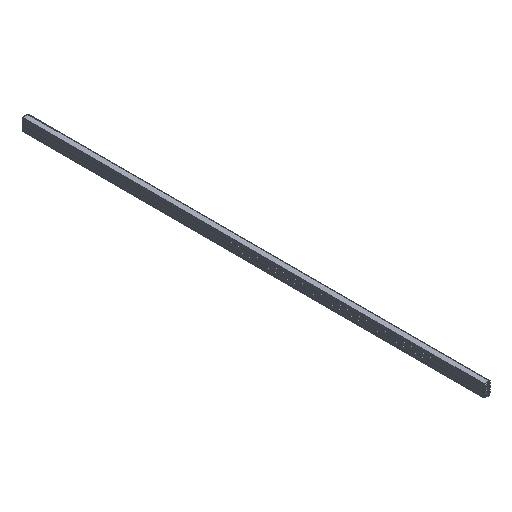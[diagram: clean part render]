
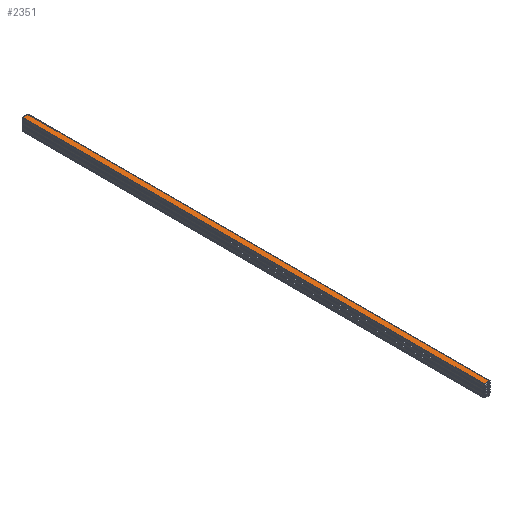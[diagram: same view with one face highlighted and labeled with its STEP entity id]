
A CAD part, isometric view. The second image highlights one B-rep face of the part: STEP entity #2351.
In plain terms, the highlighted planar face has unit normal (0, 0, 1).
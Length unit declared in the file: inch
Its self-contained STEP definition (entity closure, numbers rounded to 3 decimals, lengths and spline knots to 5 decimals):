
#238 = VECTOR ( 'NONE', #2990, 39.37008 ) ;
#293 = EDGE_CURVE ( 'NONE', #3136, #986, #1364, .T. ) ;
#368 = EDGE_CURVE ( 'NONE', #3681, #3136, #2459, .T. ) ;
#986 = VERTEX_POINT ( 'NONE', #3041 ) ;
#989 = ORIENTED_EDGE ( 'NONE', *, *, #3272, .F. ) ;
#1102 = PLANE ( 'NONE',  #2201 ) ;
#1138 = CARTESIAN_POINT ( 'NONE',  ( -0.93, 0., 0. ) ) ;
#1364 = LINE ( 'NONE', #1138, #3477 ) ;
#1384 = DIRECTION ( 'NONE',  ( 0., 0., -1. ) ) ;
#1432 = VECTOR ( 'NONE', #2273, 39.37008 ) ;
#1547 = DIRECTION ( 'NONE',  ( 1., 0., 0. ) ) ;
#1555 = ORIENTED_EDGE ( 'NONE', *, *, #368, .T. ) ;
#1731 = CARTESIAN_POINT ( 'NONE',  ( -0.07, 72., 0. ) ) ;
#1905 = CARTESIAN_POINT ( 'NONE',  ( -0.93, 72., 0. ) ) ;
#1979 = CARTESIAN_POINT ( 'NONE',  ( -0.93, 0., 0. ) ) ;
#1998 = DIRECTION ( 'NONE',  ( 1., 0., 0. ) ) ;
#2004 = ORIENTED_EDGE ( 'NONE', *, *, #293, .T. ) ;
#2201 = AXIS2_PLACEMENT_3D ( 'NONE', #2253, #1384, #3121 ) ;
#2253 = CARTESIAN_POINT ( 'NONE',  ( -0.93, 72., 0. ) ) ;
#2273 = DIRECTION ( 'NONE',  ( 0., -1., 0. ) ) ;
#2351 = ADVANCED_FACE ( 'NONE', ( #2495 ), #1102, .F. ) ;
#2459 = LINE ( 'NONE', #3567, #238 ) ;
#2495 = FACE_OUTER_BOUND ( 'NONE', #2593, .T. ) ;
#2593 = EDGE_LOOP ( 'NONE', ( #2004, #989, #3042, #1555 ) ) ;
#2620 = EDGE_CURVE ( 'NONE', #3681, #3722, #3508, .T. ) ;
#2990 = DIRECTION ( 'NONE',  ( 0., -1., 0. ) ) ;
#2992 = CARTESIAN_POINT ( 'NONE',  ( -0.93, 72., 0. ) ) ;
#3041 = CARTESIAN_POINT ( 'NONE',  ( -0.07, 0., 0. ) ) ;
#3042 = ORIENTED_EDGE ( 'NONE', *, *, #2620, .F. ) ;
#3071 = CARTESIAN_POINT ( 'NONE',  ( -0.07, 72., 0. ) ) ;
#3121 = DIRECTION ( 'NONE',  ( -1., 0., 0. ) ) ;
#3136 = VERTEX_POINT ( 'NONE', #1979 ) ;
#3272 = EDGE_CURVE ( 'NONE', #3722, #986, #3747, .T. ) ;
#3420 = VECTOR ( 'NONE', #1547, 39.37008 ) ;
#3477 = VECTOR ( 'NONE', #1998, 39.37008 ) ;
#3508 = LINE ( 'NONE', #2992, #3420 ) ;
#3567 = CARTESIAN_POINT ( 'NONE',  ( -0.93, 72., 0. ) ) ;
#3681 = VERTEX_POINT ( 'NONE', #1905 ) ;
#3722 = VERTEX_POINT ( 'NONE', #3071 ) ;
#3747 = LINE ( 'NONE', #1731, #1432 ) ;
